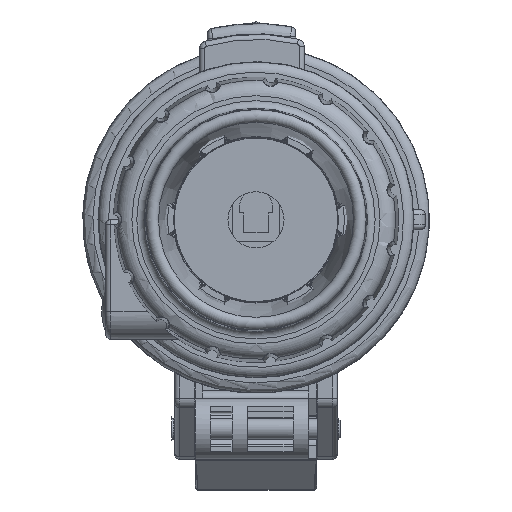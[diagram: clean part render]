
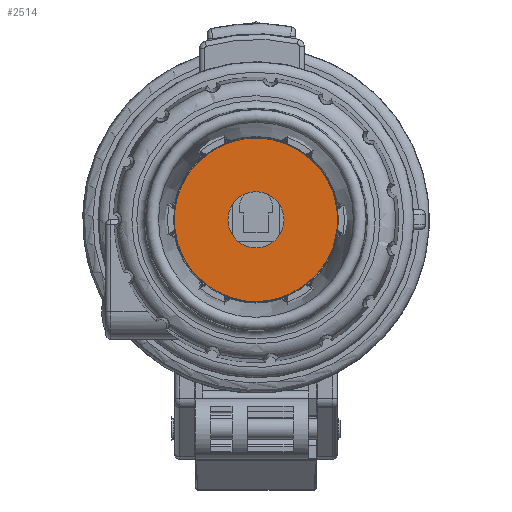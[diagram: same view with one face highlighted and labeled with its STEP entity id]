
A CAD part, front view. The second image highlights one B-rep face of the part: STEP entity #2514.
In plain terms, the highlighted planar face has unit normal (0, -1, 0).
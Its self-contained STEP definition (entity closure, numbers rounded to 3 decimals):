
#581=PLANE('',#22768);
#2514=ADVANCED_FACE('',(#3885,#3886),#581,.T.);
#3885=FACE_BOUND('',#4732,.T.);
#3886=FACE_BOUND('',#4733,.T.);
#4732=EDGE_LOOP('',(#11875));
#4733=EDGE_LOOP('',(#11876));
#5962=CIRCLE('',#22761,20.45);
#5965=CIRCLE('',#22766,5.5);
#11875=ORIENTED_EDGE('',*,*,#19214,.T.);
#11876=ORIENTED_EDGE('',*,*,#19217,.F.);
#16642=VERTEX_POINT('',#36129);
#16645=VERTEX_POINT('',#36137);
#19214=EDGE_CURVE('',#16642,#16642,#5962,.T.);
#19217=EDGE_CURVE('',#16645,#16645,#5965,.T.);
#22761=AXIS2_PLACEMENT_3D('',#36128,#26496,#26497);
#22766=AXIS2_PLACEMENT_3D('',#36136,#26506,#26507);
#22768=AXIS2_PLACEMENT_3D('',#36139,#26510,#26511);
#26496=DIRECTION('',(0.,-1.,0.));
#26497=DIRECTION('',(-1.,0.,0.));
#26506=DIRECTION('',(0.,-1.,0.));
#26507=DIRECTION('',(-1.,0.,0.));
#26510=DIRECTION('',(0.,-1.,0.));
#26511=DIRECTION('',(0.,0.,1.));
#36128=CARTESIAN_POINT('',(0.,-79.854,0.));
#36129=CARTESIAN_POINT('',(-20.45,-79.854,0.));
#36136=CARTESIAN_POINT('',(0.,-79.854,0.));
#36137=CARTESIAN_POINT('',(-5.5,-79.854,0.));
#36139=CARTESIAN_POINT('',(-40.9,-79.854,40.9));
